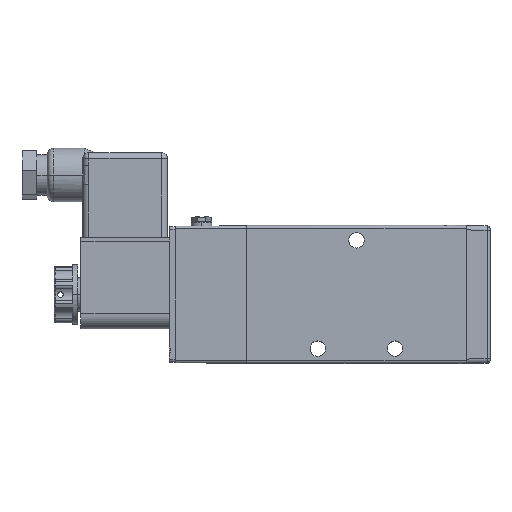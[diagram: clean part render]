
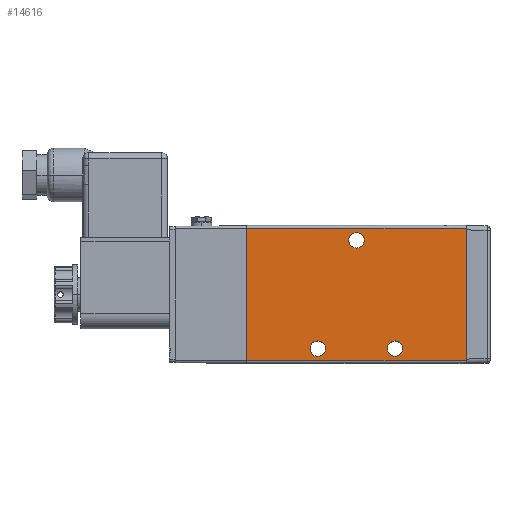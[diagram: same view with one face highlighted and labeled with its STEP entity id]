
A CAD part, top view. The second image highlights one B-rep face of the part: STEP entity #14616.
In plain terms, the highlighted planar face has unit normal (0, 0, 1).
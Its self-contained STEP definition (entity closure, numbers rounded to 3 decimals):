
#1199 = DIRECTION ( 'NONE',  ( 0., 0., -1. ) ) ;
#1276 = DIRECTION ( 'NONE',  ( 0., 0., -1. ) ) ;
#2835 = DIRECTION ( 'NONE',  ( -1., 0., 0. ) ) ;
#4451 = FACE_BOUND ( 'NONE', #28437, .T. ) ;
#5108 = VERTEX_POINT ( 'NONE', #42944 ) ;
#5174 = VERTEX_POINT ( 'NONE', #10624 ) ;
#5404 = CARTESIAN_POINT ( 'NONE',  ( 24., -18.25, 15. ) ) ;
#6259 = CARTESIAN_POINT ( 'NONE',  ( 39.6, 18.25, 15. ) ) ;
#6544 = DIRECTION ( 'NONE',  ( 0., 0., -1. ) ) ;
#7354 = DIRECTION ( 'NONE',  ( -1., 0., 0. ) ) ;
#7515 = EDGE_CURVE ( 'NONE', #54711, #12644, #24545, .T. ) ;
#7823 = EDGE_CURVE ( 'NONE', #28537, #50421, #70123, .T. ) ;
#8077 = CARTESIAN_POINT ( 'NONE',  ( 26.6, -18.25, 15. ) ) ;
#8436 = ORIENTED_EDGE ( 'NONE', *, *, #68569, .T. ) ;
#9326 = EDGE_CURVE ( 'NONE', #50421, #28537, #66196, .T. ) ;
#9890 = CIRCLE ( 'NONE', #71372, 2.6 ) ;
#10554 = CIRCLE ( 'NONE', #73176, 2.6 ) ;
#10624 = CARTESIAN_POINT ( 'NONE',  ( 74., 22.25, 15. ) ) ;
#10840 = EDGE_CURVE ( 'NONE', #35436, #32098, #62683, .T. ) ;
#12098 = EDGE_CURVE ( 'NONE', #5108, #12644, #43782, .T. ) ;
#12505 = EDGE_CURVE ( 'NONE', #5174, #54711, #15782, .T. ) ;
#12644 = VERTEX_POINT ( 'NONE', #62236 ) ;
#13840 = ORIENTED_EDGE ( 'NONE', *, *, #9326, .T. ) ;
#13876 = FACE_BOUND ( 'NONE', #35200, .T. ) ;
#14616 = ADVANCED_FACE ( 'NONE', ( #77181, #4451, #13876, #41774 ), #41733, .F. ) ;
#14617 = CARTESIAN_POINT ( 'NONE',  ( 52.6, -18.25, 15. ) ) ;
#15782 = LINE ( 'NONE', #38053, #16754 ) ;
#16754 = VECTOR ( 'NONE', #19067, 1000. ) ;
#16859 = AXIS2_PLACEMENT_3D ( 'NONE', #42228, #6544, #48197 ) ;
#17342 = DIRECTION ( 'NONE',  ( 0., -1., 0. ) ) ;
#17476 = CARTESIAN_POINT ( 'NONE',  ( 74., -22.25, 15. ) ) ;
#17669 = DIRECTION ( 'NONE',  ( 0., 0., -1. ) ) ;
#17755 = EDGE_CURVE ( 'NONE', #5174, #5108, #20919, .T. ) ;
#18045 = CARTESIAN_POINT ( 'NONE',  ( 74., -22.25, 15. ) ) ;
#19067 = DIRECTION ( 'NONE',  ( -1., 0., 0. ) ) ;
#19518 = ORIENTED_EDGE ( 'NONE', *, *, #12505, .T. ) ;
#20919 = LINE ( 'NONE', #17476, #23725 ) ;
#20947 = ORIENTED_EDGE ( 'NONE', *, *, #22375, .T. ) ;
#21710 = CARTESIAN_POINT ( 'NONE',  ( 74., -22.25, 15. ) ) ;
#22375 = EDGE_CURVE ( 'NONE', #29812, #54101, #9890, .T. ) ;
#23725 = VECTOR ( 'NONE', #29469, 1000. ) ;
#24355 = AXIS2_PLACEMENT_3D ( 'NONE', #57340, #44829, #2835 ) ;
#24545 = LINE ( 'NONE', #77192, #32906 ) ;
#28437 = EDGE_LOOP ( 'NONE', ( #20947, #61773 ) ) ;
#28537 = VERTEX_POINT ( 'NONE', #61944 ) ;
#29469 = DIRECTION ( 'NONE',  ( 0., -1., 0. ) ) ;
#29812 = VERTEX_POINT ( 'NONE', #55004 ) ;
#31010 = DIRECTION ( 'NONE',  ( -1., 0., 0. ) ) ;
#32098 = VERTEX_POINT ( 'NONE', #8077 ) ;
#32260 = AXIS2_PLACEMENT_3D ( 'NONE', #73243, #1276, #7354 ) ;
#32906 = VECTOR ( 'NONE', #17342, 1000. ) ;
#32938 = CARTESIAN_POINT ( 'NONE',  ( 50., -18.25, 15. ) ) ;
#34265 = CIRCLE ( 'NONE', #24355, 2.6 ) ;
#34461 = ORIENTED_EDGE ( 'NONE', *, *, #7823, .T. ) ;
#35200 = EDGE_LOOP ( 'NONE', ( #34461, #13840 ) ) ;
#35436 = VERTEX_POINT ( 'NONE', #67130 ) ;
#37337 = EDGE_LOOP ( 'NONE', ( #77142, #8436 ) ) ;
#38053 = CARTESIAN_POINT ( 'NONE',  ( 74., 22.25, 15. ) ) ;
#38901 = DIRECTION ( 'NONE',  ( -1., 0., 0. ) ) ;
#41624 = DIRECTION ( 'NONE',  ( -1., 0., 0. ) ) ;
#41733 = PLANE ( 'NONE',  #72964 ) ;
#41774 = FACE_OUTER_BOUND ( 'NONE', #49413, .T. ) ;
#42192 = CARTESIAN_POINT ( 'NONE',  ( 37., 18.25, 15. ) ) ;
#42228 = CARTESIAN_POINT ( 'NONE',  ( 24., -18.25, 15. ) ) ;
#42944 = CARTESIAN_POINT ( 'NONE',  ( 74., -22.25, 15. ) ) ;
#43782 = LINE ( 'NONE', #21710, #61492 ) ;
#44829 = DIRECTION ( 'NONE',  ( 0., 0., -1. ) ) ;
#48197 = DIRECTION ( 'NONE',  ( -1., 0., 0. ) ) ;
#49413 = EDGE_LOOP ( 'NONE', ( #62501, #53034, #49516, #19518 ) ) ;
#49516 = ORIENTED_EDGE ( 'NONE', *, *, #17755, .F. ) ;
#50421 = VERTEX_POINT ( 'NONE', #6259 ) ;
#51974 = CARTESIAN_POINT ( 'NONE',  ( 0., 22.25, 15. ) ) ;
#53034 = ORIENTED_EDGE ( 'NONE', *, *, #12098, .F. ) ;
#54101 = VERTEX_POINT ( 'NONE', #14617 ) ;
#54711 = VERTEX_POINT ( 'NONE', #51974 ) ;
#55004 = CARTESIAN_POINT ( 'NONE',  ( 47.4, -18.25, 15. ) ) ;
#57071 = AXIS2_PLACEMENT_3D ( 'NONE', #42192, #1199, #31010 ) ;
#57340 = CARTESIAN_POINT ( 'NONE',  ( 50., -18.25, 15. ) ) ;
#59680 = DIRECTION ( 'NONE',  ( -1., 0., 0. ) ) ;
#61492 = VECTOR ( 'NONE', #63866, 1000. ) ;
#61773 = ORIENTED_EDGE ( 'NONE', *, *, #70257, .T. ) ;
#61944 = CARTESIAN_POINT ( 'NONE',  ( 34.4, 18.25, 15. ) ) ;
#62236 = CARTESIAN_POINT ( 'NONE',  ( 0., -22.25, 15. ) ) ;
#62501 = ORIENTED_EDGE ( 'NONE', *, *, #7515, .T. ) ;
#62683 = CIRCLE ( 'NONE', #16859, 2.6 ) ;
#63866 = DIRECTION ( 'NONE',  ( -1., 0., 0. ) ) ;
#66196 = CIRCLE ( 'NONE', #32260, 2.6 ) ;
#67130 = CARTESIAN_POINT ( 'NONE',  ( 21.4, -18.25, 15. ) ) ;
#68569 = EDGE_CURVE ( 'NONE', #32098, #35436, #10554, .T. ) ;
#68831 = DIRECTION ( 'NONE',  ( 0., 0., -1. ) ) ;
#70123 = CIRCLE ( 'NONE', #57071, 2.6 ) ;
#70257 = EDGE_CURVE ( 'NONE', #54101, #29812, #34265, .T. ) ;
#71372 = AXIS2_PLACEMENT_3D ( 'NONE', #32938, #68831, #38901 ) ;
#71427 = DIRECTION ( 'NONE',  ( 0., 0., -1. ) ) ;
#72964 = AXIS2_PLACEMENT_3D ( 'NONE', #18045, #71427, #59680 ) ;
#73176 = AXIS2_PLACEMENT_3D ( 'NONE', #5404, #17669, #41624 ) ;
#73243 = CARTESIAN_POINT ( 'NONE',  ( 37., 18.25, 15. ) ) ;
#77142 = ORIENTED_EDGE ( 'NONE', *, *, #10840, .T. ) ;
#77181 = FACE_BOUND ( 'NONE', #37337, .T. ) ;
#77192 = CARTESIAN_POINT ( 'NONE',  ( 0., -22.25, 15. ) ) ;
